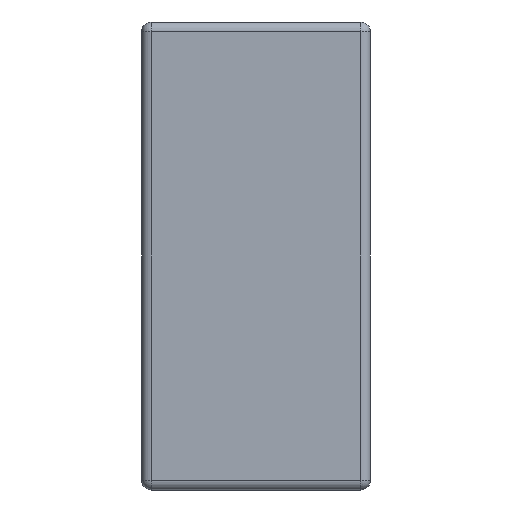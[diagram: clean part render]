
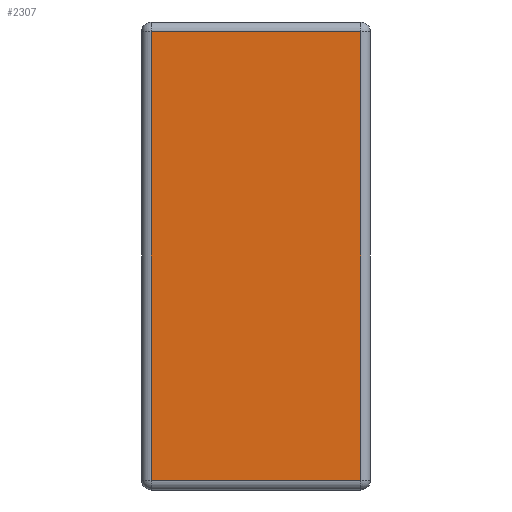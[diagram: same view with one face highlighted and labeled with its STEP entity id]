
A CAD part, left-side view. The second image highlights one B-rep face of the part: STEP entity #2307.
In plain terms, the highlighted planar face has unit normal (-1, 0, 0).
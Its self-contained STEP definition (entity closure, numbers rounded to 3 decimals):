
#103 = FACE_OUTER_BOUND ( 'NONE', #1651, .T. ) ;
#204 = AXIS2_PLACEMENT_3D ( 'NONE', #2229, #3039, #3709 ) ;
#259 = LINE ( 'NONE', #3164, #3070 ) ;
#291 = EDGE_CURVE ( 'NONE', #682, #2684, #614, .T. ) ;
#370 = CARTESIAN_POINT ( 'NONE',  ( 0., 0.843, -0.037 ) ) ;
#463 = ORIENTED_EDGE ( 'NONE', *, *, #291, .T. ) ;
#614 = LINE ( 'NONE', #3848, #1282 ) ;
#682 = VERTEX_POINT ( 'NONE', #3554 ) ;
#885 = PLANE ( 'NONE',  #204 ) ;
#895 = ORIENTED_EDGE ( 'NONE', *, *, #3475, .T. ) ;
#1005 = DIRECTION ( 'NONE',  ( 0., -1., 0. ) ) ;
#1126 = CARTESIAN_POINT ( 'NONE',  ( 0., 0.843, -1.763 ) ) ;
#1159 = EDGE_CURVE ( 'NONE', #2684, #2934, #3072, .T. ) ;
#1282 = VECTOR ( 'NONE', #4186, 1000. ) ;
#1651 = EDGE_LOOP ( 'NONE', ( #3314, #895, #463, #2693 ) ) ;
#1829 = LINE ( 'NONE', #3646, #4278 ) ;
#2229 = CARTESIAN_POINT ( 'NONE',  ( 0., 0., 0. ) ) ;
#2307 = ADVANCED_FACE ( 'NONE', ( #103 ), #885, .T. ) ;
#2684 = VERTEX_POINT ( 'NONE', #370 ) ;
#2686 = CARTESIAN_POINT ( 'NONE',  ( 0., 0.037, -1.763 ) ) ;
#2693 = ORIENTED_EDGE ( 'NONE', *, *, #1159, .T. ) ;
#2821 = DIRECTION ( 'NONE',  ( 0., 0., 1. ) ) ;
#2934 = VERTEX_POINT ( 'NONE', #1126 ) ;
#3002 = CARTESIAN_POINT ( 'NONE',  ( 0., 0.843, -1.8 ) ) ;
#3028 = VERTEX_POINT ( 'NONE', #2686 ) ;
#3039 = DIRECTION ( 'NONE',  ( -1., 0., 0. ) ) ;
#3070 = VECTOR ( 'NONE', #1005, 1000. ) ;
#3072 = LINE ( 'NONE', #3002, #4647 ) ;
#3164 = CARTESIAN_POINT ( 'NONE',  ( 0., 0., -1.763 ) ) ;
#3314 = ORIENTED_EDGE ( 'NONE', *, *, #4192, .T. ) ;
#3475 = EDGE_CURVE ( 'NONE', #3028, #682, #1829, .T. ) ;
#3554 = CARTESIAN_POINT ( 'NONE',  ( 0., 0.037, -0.037 ) ) ;
#3646 = CARTESIAN_POINT ( 'NONE',  ( 0., 0.037, 0. ) ) ;
#3709 = DIRECTION ( 'NONE',  ( 0., 0., 1. ) ) ;
#3848 = CARTESIAN_POINT ( 'NONE',  ( 0., 0.88, -0.037 ) ) ;
#4186 = DIRECTION ( 'NONE',  ( 0., 1., 0. ) ) ;
#4192 = EDGE_CURVE ( 'NONE', #2934, #3028, #259, .T. ) ;
#4278 = VECTOR ( 'NONE', #2821, 1000. ) ;
#4463 = DIRECTION ( 'NONE',  ( 0., 0., -1. ) ) ;
#4647 = VECTOR ( 'NONE', #4463, 1000. ) ;
